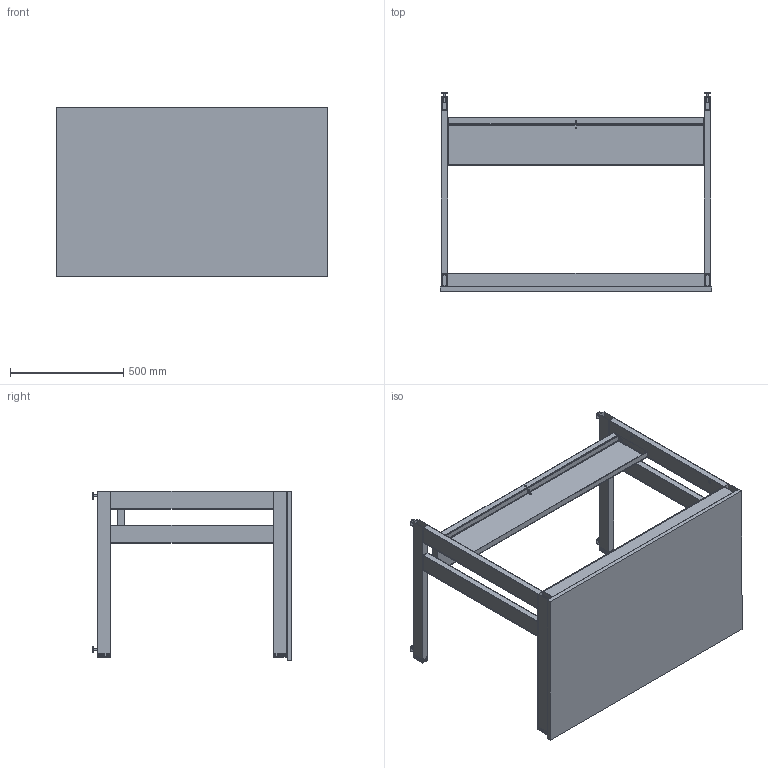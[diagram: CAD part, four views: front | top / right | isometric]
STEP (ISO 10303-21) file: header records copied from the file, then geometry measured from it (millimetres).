
FILE_DESCRIPTION(/* description */ (''),/* implementation_level */ '2;1');
FILE_NAME(/* name */ 'C-Frame workbench 1200.stp',/* time_stamp */ '2025-07-15T12:57:55+02:00',/* author */ ('Marchetti'),/* organization */ (''),/* preprocessor_version */ 'ST-DEVELOPER v20',/* originating_system */ 'Autodesk Inventor 2024',/* authorisation */ '');
FILE_SCHEMA (('AUTOMOTIVE_DESIGN { 1 0 10303 214 3 1 1 }'));
Length unit declared in the file: millimetre
Products named in the file (19): C-Frame workbench 1200; N060120001_MIR; N060120001-tubolare inferiore_MIR; N060120001-tubolare superiore_MIR; N060120001-montante_MIR; N060120001-montante2_MIR; N060120001; N060120001-tubolare inferiore; N060120001-tubolare superiore; N060120001-montante; N060120001-montante2; N060120033; N060120043; N060140003; TRAVERSO LATERALE WSPLUG STRUTTURA P. 750 - ANGOLARE; TRAVERSO LATERALE WSPLUG STRUTTURA P. 600 - PIASTRA; Piedino spalla; N050030004; WPP31120
Assembly tree (28 placements, depth 3):
  C-Frame workbench 1200
    N060120001_MIR
      N060120001-tubolare inferiore_MIR
      N060120001-tubolare superiore_MIR
      N060120001-montante_MIR
      N060120001-montante2_MIR
    N060120001
      N060120001-tubolare inferiore
      N060120001-tubolare superiore
      N060120001-montante
      N060120001-montante2
    N060120033  x2
    N060120043  x2
    N060140003  x2
      TRAVERSO LATERALE WSPLUG STRUTTURA P. 750 - ANGOLARE
      TRAVERSO LATERALE WSPLUG STRUTTURA P. 600 - PIASTRA
    Piedino spalla  x4
    N050030004  x4
    WPP31120
Bounding box: 1200 x 879 x 750 mm (x, y, z)
Volume: 20517548.5 mm3; surface area: 6217150.1 mm2
Topology: 27 solids, 27 shells, 744 faces, 1850 edges, 1204 vertices
Faces by surface type: plane 458, cylinder 236, cone 26, bspline 24
Full cylindrical faces by diameter (mm): 5 x2, 6 x8, 6.647 x4, 7 x6, 8 x4, 10 x4, 13 x4, 30 x4
Entity records: 10621 total; most frequent: CARTESIAN_POINT 2102, DIRECTION 1625, ORIENTED_EDGE 1550, EDGE_CURVE 775, LINE 577, VECTOR 577, AXIS2_PLACEMENT_3D 524, VERTEX_POINT 502
